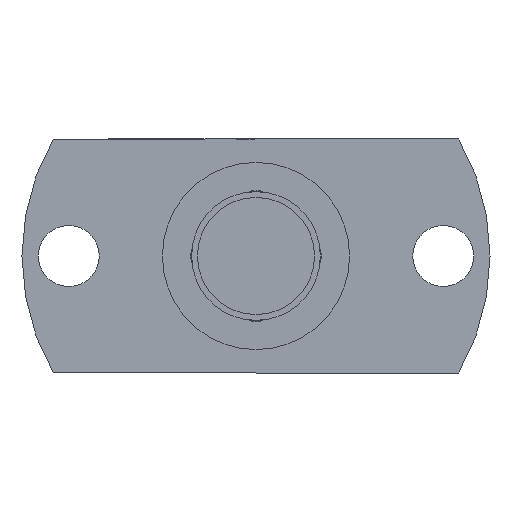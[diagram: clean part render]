
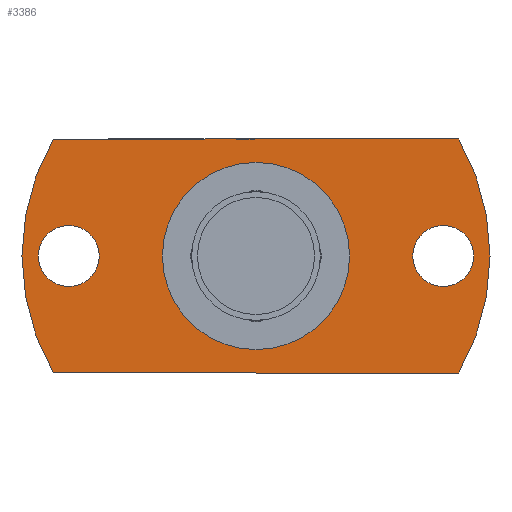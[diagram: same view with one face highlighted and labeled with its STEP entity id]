
A CAD part, front view. The second image highlights one B-rep face of the part: STEP entity #3386.
In plain terms, the highlighted planar face has unit normal (0, -1, 0).
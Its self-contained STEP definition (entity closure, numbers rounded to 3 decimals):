
#14 = EDGE_LOOP ( 'NONE', ( #2912, #1127 ) ) ;
#144 = DIRECTION ( 'NONE',  ( 0., 0., 1. ) ) ;
#189 = DIRECTION ( 'NONE',  ( -1., 0., 0. ) ) ;
#258 = VERTEX_POINT ( 'NONE', #1109 ) ;
#293 = EDGE_CURVE ( 'NONE', #4262, #3065, #1704, .T. ) ;
#311 = DIRECTION ( 'NONE',  ( 1., 0., 0. ) ) ;
#322 = FACE_OUTER_BOUND ( 'NONE', #486, .T. ) ;
#349 = CARTESIAN_POINT ( 'NONE',  ( 0., -1.5, -4. ) ) ;
#372 = ORIENTED_EDGE ( 'NONE', *, *, #2715, .F. ) ;
#434 = AXIS2_PLACEMENT_3D ( 'NONE', #1549, #1527, #3299 ) ;
#453 = CARTESIAN_POINT ( 'NONE',  ( 0., -1.5, -5. ) ) ;
#464 = DIRECTION ( 'NONE',  ( 0., -1., 0. ) ) ;
#486 = EDGE_LOOP ( 'NONE', ( #3399, #4424, #2432, #968 ) ) ;
#492 = AXIS2_PLACEMENT_3D ( 'NONE', #3113, #1395, #3798 ) ;
#569 = DIRECTION ( 'NONE',  ( 0., -1., 0. ) ) ;
#636 = EDGE_CURVE ( 'NONE', #1995, #3861, #3887, .T. ) ;
#723 = EDGE_LOOP ( 'NONE', ( #1021, #1179 ) ) ;
#860 = DIRECTION ( 'NONE',  ( 0., -1., 0. ) ) ;
#893 = AXIS2_PLACEMENT_3D ( 'NONE', #1551, #569, #2253 ) ;
#907 = FACE_BOUND ( 'NONE', #3193, .T. ) ;
#941 = CARTESIAN_POINT ( 'NONE',  ( -8., -1.5, 0. ) ) ;
#968 = ORIENTED_EDGE ( 'NONE', *, *, #2843, .F. ) ;
#976 = VERTEX_POINT ( 'NONE', #349 ) ;
#1001 = CARTESIAN_POINT ( 'NONE',  ( -8.66, -1.5, -5. ) ) ;
#1021 = ORIENTED_EDGE ( 'NONE', *, *, #4230, .F. ) ;
#1109 = CARTESIAN_POINT ( 'NONE',  ( -8.66, -1.5, 5. ) ) ;
#1127 = ORIENTED_EDGE ( 'NONE', *, *, #2669, .F. ) ;
#1164 = DIRECTION ( 'NONE',  ( 0., 0., 1. ) ) ;
#1179 = ORIENTED_EDGE ( 'NONE', *, *, #293, .F. ) ;
#1288 = DIRECTION ( 'NONE',  ( 0., 1., 0. ) ) ;
#1341 = CARTESIAN_POINT ( 'NONE',  ( -8., -1.5, -1.3 ) ) ;
#1370 = DIRECTION ( 'NONE',  ( 0., 1., 0. ) ) ;
#1395 = DIRECTION ( 'NONE',  ( 0., -1., 0. ) ) ;
#1420 = LINE ( 'NONE', #4292, #1529 ) ;
#1527 = DIRECTION ( 'NONE',  ( 0., -1., 0. ) ) ;
#1529 = VECTOR ( 'NONE', #311, 1000. ) ;
#1541 = CARTESIAN_POINT ( 'NONE',  ( 0., -1.5, 0. ) ) ;
#1549 = CARTESIAN_POINT ( 'NONE',  ( 0., -1.5, 0. ) ) ;
#1551 = CARTESIAN_POINT ( 'NONE',  ( -8., -1.5, 0. ) ) ;
#1593 = DIRECTION ( 'NONE',  ( 0., -1., 0. ) ) ;
#1620 = CIRCLE ( 'NONE', #4193, 10. ) ;
#1691 = CIRCLE ( 'NONE', #4210, 1.3 ) ;
#1694 = CARTESIAN_POINT ( 'NONE',  ( 0., -1.5, 0. ) ) ;
#1704 = CIRCLE ( 'NONE', #893, 1.3 ) ;
#1720 = VERTEX_POINT ( 'NONE', #4362 ) ;
#1911 = AXIS2_PLACEMENT_3D ( 'NONE', #1541, #860, #144 ) ;
#1962 = DIRECTION ( 'NONE',  ( 0., 0., 1. ) ) ;
#1995 = VERTEX_POINT ( 'NONE', #3150 ) ;
#2086 = CARTESIAN_POINT ( 'NONE',  ( 0., -1.5, 0. ) ) ;
#2253 = DIRECTION ( 'NONE',  ( 0., 0., 1. ) ) ;
#2257 = EDGE_CURVE ( 'NONE', #258, #4423, #1420, .T. ) ;
#2346 = PLANE ( 'NONE',  #4302 ) ;
#2432 = ORIENTED_EDGE ( 'NONE', *, *, #2257, .F. ) ;
#2517 = CIRCLE ( 'NONE', #434, 4. ) ;
#2528 = AXIS2_PLACEMENT_3D ( 'NONE', #941, #1593, #3984 ) ;
#2669 = EDGE_CURVE ( 'NONE', #2967, #2834, #1691, .T. ) ;
#2715 = EDGE_CURVE ( 'NONE', #1720, #976, #4168, .T. ) ;
#2745 = CIRCLE ( 'NONE', #2528, 1.3 ) ;
#2747 = EDGE_CURVE ( 'NONE', #976, #1720, #2517, .T. ) ;
#2834 = VERTEX_POINT ( 'NONE', #4006 ) ;
#2843 = EDGE_CURVE ( 'NONE', #3861, #258, #4271, .T. ) ;
#2858 = CIRCLE ( 'NONE', #492, 1.3 ) ;
#2912 = ORIENTED_EDGE ( 'NONE', *, *, #4009, .F. ) ;
#2967 = VERTEX_POINT ( 'NONE', #3402 ) ;
#3065 = VERTEX_POINT ( 'NONE', #4427 ) ;
#3113 = CARTESIAN_POINT ( 'NONE',  ( 8., -1.5, 0. ) ) ;
#3150 = CARTESIAN_POINT ( 'NONE',  ( 8.66, -1.5, -5. ) ) ;
#3193 = EDGE_LOOP ( 'NONE', ( #372, #3671 ) ) ;
#3232 = AXIS2_PLACEMENT_3D ( 'NONE', #3651, #1288, #3992 ) ;
#3294 = FACE_BOUND ( 'NONE', #723, .T. ) ;
#3299 = DIRECTION ( 'NONE',  ( 0., 0., 1. ) ) ;
#3374 = DIRECTION ( 'NONE',  ( 0., 1., 0. ) ) ;
#3386 = ADVANCED_FACE ( 'NONE', ( #907, #322, #3294, #3568 ), #2346, .F. ) ;
#3399 = ORIENTED_EDGE ( 'NONE', *, *, #636, .F. ) ;
#3402 = CARTESIAN_POINT ( 'NONE',  ( 8., -1.5, -1.3 ) ) ;
#3490 = DIRECTION ( 'NONE',  ( 0., 0., 1. ) ) ;
#3568 = FACE_BOUND ( 'NONE', #14, .T. ) ;
#3651 = CARTESIAN_POINT ( 'NONE',  ( 0., -1.5, 0. ) ) ;
#3671 = ORIENTED_EDGE ( 'NONE', *, *, #2747, .F. ) ;
#3798 = DIRECTION ( 'NONE',  ( 0., 0., 1. ) ) ;
#3861 = VERTEX_POINT ( 'NONE', #1001 ) ;
#3887 = LINE ( 'NONE', #453, #4224 ) ;
#3975 = EDGE_CURVE ( 'NONE', #4423, #1995, #1620, .T. ) ;
#3984 = DIRECTION ( 'NONE',  ( 0., 0., 1. ) ) ;
#3992 = DIRECTION ( 'NONE',  ( 0., 0., 1. ) ) ;
#4006 = CARTESIAN_POINT ( 'NONE',  ( 8., -1.5, 1.3 ) ) ;
#4009 = EDGE_CURVE ( 'NONE', #2834, #2967, #2858, .T. ) ;
#4094 = CARTESIAN_POINT ( 'NONE',  ( 8.66, -1.5, 5. ) ) ;
#4168 = CIRCLE ( 'NONE', #1911, 4. ) ;
#4193 = AXIS2_PLACEMENT_3D ( 'NONE', #2086, #1370, #3490 ) ;
#4210 = AXIS2_PLACEMENT_3D ( 'NONE', #4250, #464, #1164 ) ;
#4224 = VECTOR ( 'NONE', #189, 1000. ) ;
#4230 = EDGE_CURVE ( 'NONE', #3065, #4262, #2745, .T. ) ;
#4250 = CARTESIAN_POINT ( 'NONE',  ( 8., -1.5, 0. ) ) ;
#4262 = VERTEX_POINT ( 'NONE', #1341 ) ;
#4271 = CIRCLE ( 'NONE', #3232, 10. ) ;
#4292 = CARTESIAN_POINT ( 'NONE',  ( 0., -1.5, 5. ) ) ;
#4302 = AXIS2_PLACEMENT_3D ( 'NONE', #1694, #3374, #1962 ) ;
#4362 = CARTESIAN_POINT ( 'NONE',  ( 0., -1.5, 4. ) ) ;
#4423 = VERTEX_POINT ( 'NONE', #4094 ) ;
#4424 = ORIENTED_EDGE ( 'NONE', *, *, #3975, .F. ) ;
#4427 = CARTESIAN_POINT ( 'NONE',  ( -8., -1.5, 1.3 ) ) ;
